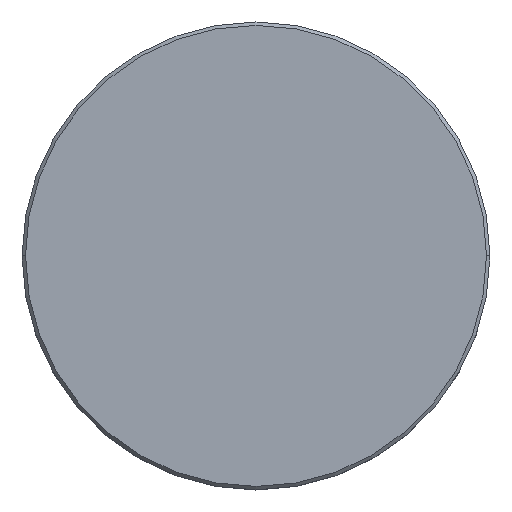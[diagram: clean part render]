
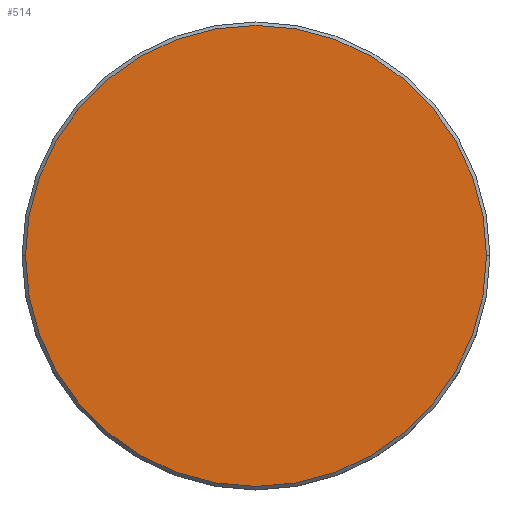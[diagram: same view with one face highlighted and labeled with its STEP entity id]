
A CAD part, top view. The second image highlights one B-rep face of the part: STEP entity #514.
In plain terms, the highlighted planar face has unit normal (0, 0, 1).
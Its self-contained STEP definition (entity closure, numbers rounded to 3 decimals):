
#3 = CARTESIAN_POINT ( 'NONE',  ( 0., 0., 0. ) ) ;
#54 = AXIS2_PLACEMENT_3D ( 'NONE', #3, #334, #299 ) ;
#55 = DIRECTION ( 'NONE',  ( 0., 0., 1. ) ) ;
#59 = CARTESIAN_POINT ( 'NONE',  ( 0., 0., 0. ) ) ;
#70 = VERTEX_POINT ( 'NONE', #84 ) ;
#84 = CARTESIAN_POINT ( 'NONE',  ( -33.5, 0., 0. ) ) ;
#90 = DIRECTION ( 'NONE',  ( 1., 0., 0. ) ) ;
#99 = CARTESIAN_POINT ( 'NONE',  ( 0., 0., 0. ) ) ;
#101 = AXIS2_PLACEMENT_3D ( 'NONE', #99, #55, #424 ) ;
#198 = EDGE_CURVE ( 'NONE', #70, #378, #306, .T. ) ;
#230 = EDGE_CURVE ( 'NONE', #378, #70, #471, .T. ) ;
#247 = DIRECTION ( 'NONE',  ( 0., 0., 1. ) ) ;
#299 = DIRECTION ( 'NONE',  ( 1., 0., 0. ) ) ;
#301 = CARTESIAN_POINT ( 'NONE',  ( 33.5, 0., 0. ) ) ;
#306 = CIRCLE ( 'NONE', #54, 33.5 ) ;
#316 = PLANE ( 'NONE',  #101 ) ;
#334 = DIRECTION ( 'NONE',  ( 0., 0., 1. ) ) ;
#378 = VERTEX_POINT ( 'NONE', #301 ) ;
#420 = ORIENTED_EDGE ( 'NONE', *, *, #230, .T. ) ;
#424 = DIRECTION ( 'NONE',  ( 1., 0., 0. ) ) ;
#463 = FACE_OUTER_BOUND ( 'NONE', #516, .T. ) ;
#471 = CIRCLE ( 'NONE', #546, 33.5 ) ;
#514 = ADVANCED_FACE ( 'NONE', ( #463 ), #316, .T. ) ;
#516 = EDGE_LOOP ( 'NONE', ( #543, #420 ) ) ;
#543 = ORIENTED_EDGE ( 'NONE', *, *, #198, .T. ) ;
#546 = AXIS2_PLACEMENT_3D ( 'NONE', #59, #247, #90 ) ;
